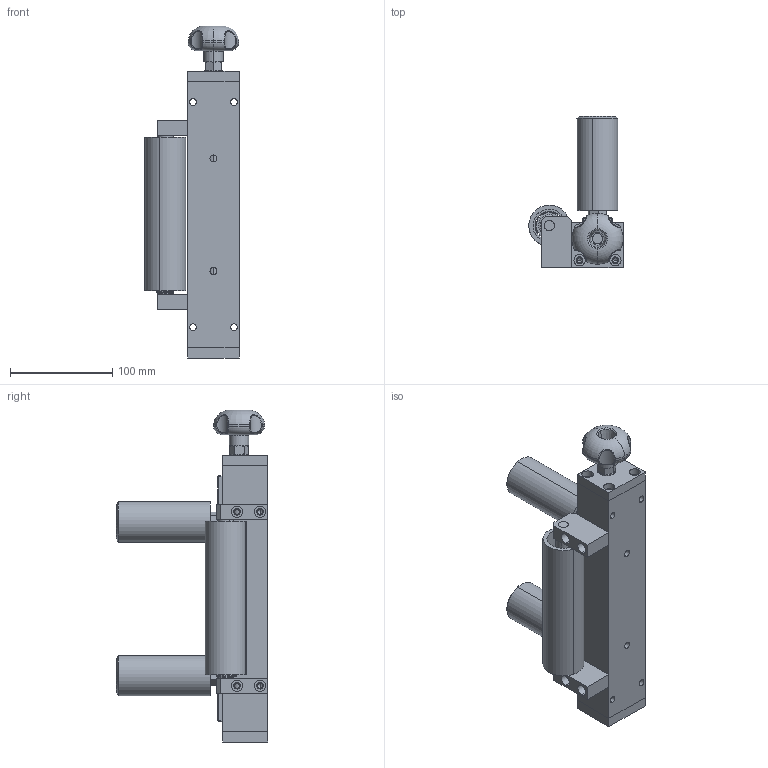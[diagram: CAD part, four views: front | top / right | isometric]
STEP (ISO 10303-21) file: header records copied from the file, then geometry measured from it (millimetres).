
FILE_DESCRIPTION (( 'STEP AP214' ), '1' );
FILE_NAME ('5831.STEP', '2024-12-18T14:11:48', ( '' ), ( '' ), 'SwSTEP 2.0', 'SolidWorks 2024', '' );
FILE_SCHEMA (( 'AUTOMOTIVE_DESIGN' ));
Length unit declared in the file: millimetre
Products named in the file (23): 0701; 5831; 1-300430-03P2_0919P2; 73361; 2153_0919 (L280); 1-300430-03P3_4801; TBRB 10x18x4 FZB; 8IP.946.003 R-L; SFL 40_SFL25; circlip for shafts normal_din_Circlip DIN 471 - 15 x 1; 0021; 50351; 1-300430-03P5_1-400227-03; 0561; MP-GF10 12 18 01 05; WN730 D 50-M10; 1-300430-03P3_4446; 73352; hex nut style 1 gradeab_din_Hexagon Nut ISO 4032 - M10 - D - N; 50350; 1-300430-03P1_0919P1; radial ball bearing_68_din_DIN 625 - 6000 - 8,SI,NC,8_68; 6002-2z 15x32x9
Assembly tree (30 placements, depth 3):
  5831
    2153_0919 (L280)
      1-300430-03P1_0919P1
      1-300430-03P2_0919P2
      1-300430-03P3_4801
      1-300430-03P5_1-400227-03  x2
      8IP.946.003 R-L  x2
      MP-GF10 12 18 01 05  x2
      TBRB 10x18x4 FZB
      hex nut style 1 gradeab_din_Hexagon Nut ISO 4032 - M10 - D - N
      WN730 D 50-M10
      1-300430-03P3_4446
    0701  x2
    0561
      50351
      73361
      radial ball bearing_68_din_DIN 625 - 6000 - 8,SI,NC,8_68  x2
      circlip for shafts normal_din_Circlip DIN 471 - 15 x 1  x2
    0021  x2
      50350
      73352
      6002-2z 15x32x9
      SFL 40_SFL25
Bounding box: 91.94 x 148 x 324.39 mm (x, y, z)
Volume: 852371.7 mm3; surface area: 273295.8 mm2
Topology: 31 solids, 31 shells, 878 faces, 2111 edges, 1346 vertices
Faces by surface type: plane 346, cylinder 323, bspline 87, cone 84, torus 38
Entity records: 26108 total; most frequent: CARTESIAN_POINT 10773, ORIENTED_EDGE 3012, DIRECTION 2971, EDGE_CURVE 1506, AXIS2_PLACEMENT_3D 1114, VERTEX_POINT 972, EDGE_LOOP 764, LINE 743
